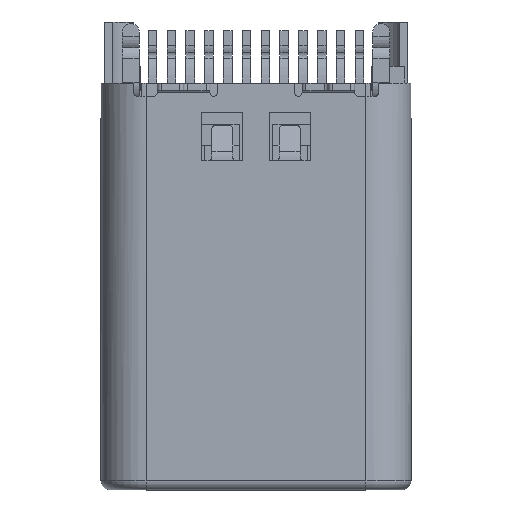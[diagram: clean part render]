
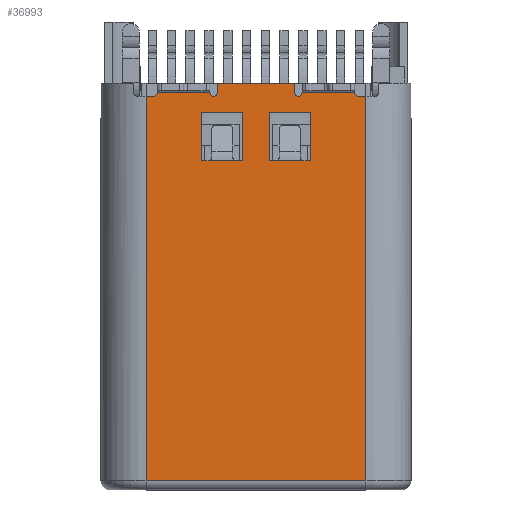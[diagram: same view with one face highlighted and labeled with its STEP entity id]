
A CAD part, top view. The second image highlights one B-rep face of the part: STEP entity #36993.
In plain terms, the highlighted planar face has unit normal (0, 0, 1).
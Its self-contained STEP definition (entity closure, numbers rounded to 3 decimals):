
#210=FACE_BOUND('',#5421,.T.);
#211=FACE_BOUND('',#5422,.T.);
#1833=CIRCLE('',#39695,0.1);
#1834=CIRCLE('',#39696,0.1);
#1835=CIRCLE('',#39697,0.1);
#1836=CIRCLE('',#39698,0.1);
#3523=FACE_OUTER_BOUND('',#5420,.T.);
#5420=EDGE_LOOP('',(#32864,#32865,#32866,#32867,#32868,#32869,#32870,#32871,
#32872,#32873,#32874,#32875,#32876,#32877));
#5421=EDGE_LOOP('',(#32878,#32879,#32880,#32881,#32882,#32883));
#5422=EDGE_LOOP('',(#32884,#32885,#32886,#32887,#32888,#32889));
#8794=LINE('',#58334,#13128);
#9387=LINE('',#59659,#13721);
#9601=LINE('',#60146,#13935);
#9602=LINE('',#60148,#13936);
#9603=LINE('',#60152,#13937);
#9604=LINE('',#60155,#13938);
#9605=LINE('',#60157,#13939);
#9606=LINE('',#60161,#13940);
#9607=LINE('',#60165,#13941);
#9608=LINE('',#60166,#13942);
#9609=LINE('',#60169,#13943);
#9610=LINE('',#60171,#13944);
#9611=LINE('',#60173,#13945);
#9612=LINE('',#60175,#13946);
#9613=LINE('',#60177,#13947);
#9614=LINE('',#60178,#13948);
#9615=LINE('',#60181,#13949);
#9616=LINE('',#60183,#13950);
#9617=LINE('',#60185,#13951);
#9618=LINE('',#60187,#13952);
#9619=LINE('',#60189,#13953);
#9620=LINE('',#60190,#13954);
#13128=VECTOR('',#46996,1000.);
#13721=VECTOR('',#48235,1000.);
#13935=VECTOR('',#48857,1000.);
#13936=VECTOR('',#48858,1000.);
#13937=VECTOR('',#48861,1000.);
#13938=VECTOR('',#48864,1000.);
#13939=VECTOR('',#48865,1000.);
#13940=VECTOR('',#48868,1000.);
#13941=VECTOR('',#48871,1000.);
#13942=VECTOR('',#48872,1000.);
#13943=VECTOR('',#48873,1000.);
#13944=VECTOR('',#48874,1000.);
#13945=VECTOR('',#48875,1000.);
#13946=VECTOR('',#48876,1000.);
#13947=VECTOR('',#48877,1000.);
#13948=VECTOR('',#48878,1000.);
#13949=VECTOR('',#48879,1000.);
#13950=VECTOR('',#48880,1000.);
#13951=VECTOR('',#48881,1000.);
#13952=VECTOR('',#48882,1000.);
#13953=VECTOR('',#48883,1000.);
#13954=VECTOR('',#48884,1000.);
#17073=VERTEX_POINT('',#58331);
#17074=VERTEX_POINT('',#58333);
#17482=VERTEX_POINT('',#59655);
#17483=VERTEX_POINT('',#59657);
#17536=VERTEX_POINT('',#60145);
#17537=VERTEX_POINT('',#60147);
#17538=VERTEX_POINT('',#60149);
#17539=VERTEX_POINT('',#60151);
#17540=VERTEX_POINT('',#60153);
#17541=VERTEX_POINT('',#60156);
#17542=VERTEX_POINT('',#60158);
#17543=VERTEX_POINT('',#60160);
#17544=VERTEX_POINT('',#60162);
#17545=VERTEX_POINT('',#60164);
#17546=VERTEX_POINT('',#60167);
#17547=VERTEX_POINT('',#60168);
#17548=VERTEX_POINT('',#60170);
#17549=VERTEX_POINT('',#60172);
#17550=VERTEX_POINT('',#60174);
#17551=VERTEX_POINT('',#60176);
#17552=VERTEX_POINT('',#60179);
#17553=VERTEX_POINT('',#60180);
#17554=VERTEX_POINT('',#60182);
#17555=VERTEX_POINT('',#60184);
#17556=VERTEX_POINT('',#60186);
#17557=VERTEX_POINT('',#60188);
#21797=EDGE_CURVE('',#17073,#17074,#8794,.T.);
#22504=EDGE_CURVE('',#17482,#17483,#9387,.T.);
#22730=EDGE_CURVE('',#17536,#17483,#9601,.T.);
#22731=EDGE_CURVE('',#17536,#17537,#9602,.T.);
#22732=EDGE_CURVE('',#17538,#17537,#1833,.T.);
#22733=EDGE_CURVE('',#17539,#17538,#9603,.T.);
#22734=EDGE_CURVE('',#17539,#17540,#1834,.T.);
#22735=EDGE_CURVE('',#17540,#17074,#9604,.F.);
#22736=EDGE_CURVE('',#17541,#17073,#9605,.T.);
#22737=EDGE_CURVE('',#17542,#17541,#1835,.T.);
#22738=EDGE_CURVE('',#17543,#17542,#9606,.T.);
#22739=EDGE_CURVE('',#17543,#17544,#1836,.T.);
#22740=EDGE_CURVE('',#17544,#17545,#9607,.T.);
#22741=EDGE_CURVE('',#17545,#17482,#9608,.T.);
#22742=EDGE_CURVE('',#17546,#17547,#9609,.T.);
#22743=EDGE_CURVE('',#17548,#17546,#9610,.T.);
#22744=EDGE_CURVE('',#17549,#17548,#9611,.T.);
#22745=EDGE_CURVE('',#17550,#17549,#9612,.T.);
#22746=EDGE_CURVE('',#17551,#17550,#9613,.T.);
#22747=EDGE_CURVE('',#17547,#17551,#9614,.T.);
#22748=EDGE_CURVE('',#17552,#17553,#9615,.T.);
#22749=EDGE_CURVE('',#17554,#17552,#9616,.T.);
#22750=EDGE_CURVE('',#17555,#17554,#9617,.T.);
#22751=EDGE_CURVE('',#17556,#17555,#9618,.T.);
#22752=EDGE_CURVE('',#17557,#17556,#9619,.T.);
#22753=EDGE_CURVE('',#17553,#17557,#9620,.T.);
#32864=ORIENTED_EDGE('',*,*,#22730,.F.);
#32865=ORIENTED_EDGE('',*,*,#22731,.T.);
#32866=ORIENTED_EDGE('',*,*,#22732,.F.);
#32867=ORIENTED_EDGE('',*,*,#22733,.F.);
#32868=ORIENTED_EDGE('',*,*,#22734,.T.);
#32869=ORIENTED_EDGE('',*,*,#22735,.T.);
#32870=ORIENTED_EDGE('',*,*,#21797,.F.);
#32871=ORIENTED_EDGE('',*,*,#22736,.F.);
#32872=ORIENTED_EDGE('',*,*,#22737,.F.);
#32873=ORIENTED_EDGE('',*,*,#22738,.F.);
#32874=ORIENTED_EDGE('',*,*,#22739,.T.);
#32875=ORIENTED_EDGE('',*,*,#22740,.T.);
#32876=ORIENTED_EDGE('',*,*,#22741,.T.);
#32877=ORIENTED_EDGE('',*,*,#22504,.T.);
#32878=ORIENTED_EDGE('',*,*,#22742,.F.);
#32879=ORIENTED_EDGE('',*,*,#22743,.F.);
#32880=ORIENTED_EDGE('',*,*,#22744,.F.);
#32881=ORIENTED_EDGE('',*,*,#22745,.F.);
#32882=ORIENTED_EDGE('',*,*,#22746,.F.);
#32883=ORIENTED_EDGE('',*,*,#22747,.F.);
#32884=ORIENTED_EDGE('',*,*,#22748,.F.);
#32885=ORIENTED_EDGE('',*,*,#22749,.F.);
#32886=ORIENTED_EDGE('',*,*,#22750,.F.);
#32887=ORIENTED_EDGE('',*,*,#22751,.F.);
#32888=ORIENTED_EDGE('',*,*,#22752,.F.);
#32889=ORIENTED_EDGE('',*,*,#22753,.F.);
#35292=PLANE('',#39694);
#36993=ADVANCED_FACE('',(#3523,#210,#211),#35292,.T.);
#39694=AXIS2_PLACEMENT_3D('',#60144,#48855,#48856);
#39695=AXIS2_PLACEMENT_3D('',#60150,#48859,#48860);
#39696=AXIS2_PLACEMENT_3D('',#60154,#48862,#48863);
#39697=AXIS2_PLACEMENT_3D('',#60159,#48866,#48867);
#39698=AXIS2_PLACEMENT_3D('',#60163,#48869,#48870);
#46996=DIRECTION('',(1.,0.,0.));
#48235=DIRECTION('',(1.,0.,0.));
#48855=DIRECTION('center_axis',(0.,0.,
1.));
#48856=DIRECTION('ref_axis',(1.,0.,0.));
#48857=DIRECTION('',(0.,-1.,0.));
#48858=DIRECTION('',(-1.,0.,0.));
#48859=DIRECTION('center_axis',(0.,0.,
1.));
#48860=DIRECTION('ref_axis',(1.,0.,0.));
#48861=DIRECTION('',(1.,0.,0.));
#48862=DIRECTION('center_axis',(0.,0.,
-1.));
#48863=DIRECTION('ref_axis',(-1.,0.,0.));
#48864=DIRECTION('',(0.,-1.,0.));
#48865=DIRECTION('',(0.,1.,0.));
#48866=DIRECTION('center_axis',(0.,0.,
1.));
#48867=DIRECTION('ref_axis',(1.,0.,0.));
#48868=DIRECTION('',(1.,0.,0.));
#48869=DIRECTION('center_axis',(0.,0.,
-1.));
#48870=DIRECTION('ref_axis',(-1.,0.,0.));
#48871=DIRECTION('',(-1.,0.,0.));
#48872=DIRECTION('',(0.,-1.,0.));
#48873=DIRECTION('',(-1.,0.,0.));
#48874=DIRECTION('',(0.,1.,0.));
#48875=DIRECTION('',(1.,0.,0.));
#48876=DIRECTION('',(1.,0.,0.));
#48877=DIRECTION('',(1.,0.,0.));
#48878=DIRECTION('',(0.,-1.,0.));
#48879=DIRECTION('',(0.,1.,0.));
#48880=DIRECTION('',(1.,0.,0.));
#48881=DIRECTION('',(1.,0.,0.));
#48882=DIRECTION('',(1.,0.,0.));
#48883=DIRECTION('',(0.,-1.,0.));
#48884=DIRECTION('',(-1.,0.,0.));
#58331=CARTESIAN_POINT('',(-1.025,-0.45,1.2));
#58333=CARTESIAN_POINT('',(1.025,-0.45,1.2));
#58334=CARTESIAN_POINT('',(-14.759,-0.45,1.2));
#59655=CARTESIAN_POINT('',(-2.925,-11.02,1.2));
#59657=CARTESIAN_POINT('',(2.925,-11.02,1.2));
#59659=CARTESIAN_POINT('',(2.925,-11.02,1.2));
#60144=CARTESIAN_POINT('Origin',(-2.925,1.18,1.2));
#60145=CARTESIAN_POINT('',(2.925,-0.8,1.2));
#60146=CARTESIAN_POINT('',(2.925,1.18,1.2));
#60147=CARTESIAN_POINT('',(2.725,-0.8,1.2));
#60148=CARTESIAN_POINT('',(-2.925,-0.8,1.2));
#60149=CARTESIAN_POINT('',(2.625,-0.7,1.2));
#60150=CARTESIAN_POINT('Origin',(2.725,-0.7,1.2));
#60151=CARTESIAN_POINT('',(1.225,-0.7,1.2));
#60152=CARTESIAN_POINT('',(1.225,-0.7,1.2));
#60153=CARTESIAN_POINT('',(1.025,-0.7,1.2));
#60154=CARTESIAN_POINT('Origin',(1.125,-0.7,1.2));
#60155=CARTESIAN_POINT('',(1.025,-0.7,1.2));
#60156=CARTESIAN_POINT('',(-1.025,-0.7,1.2));
#60157=CARTESIAN_POINT('',(-1.025,-0.7,1.2));
#60158=CARTESIAN_POINT('',(-1.225,-0.7,1.2));
#60159=CARTESIAN_POINT('Origin',(-1.125,-0.7,1.2));
#60160=CARTESIAN_POINT('',(-2.625,-0.7,1.2));
#60161=CARTESIAN_POINT('',(-2.625,-0.7,1.2));
#60162=CARTESIAN_POINT('',(-2.725,-0.8,1.2));
#60163=CARTESIAN_POINT('Origin',(-2.725,-0.7,1.2));
#60164=CARTESIAN_POINT('',(-2.925,-0.8,1.2));
#60165=CARTESIAN_POINT('',(-2.925,-0.8,1.2));
#60166=CARTESIAN_POINT('',(-2.925,1.18,1.2));
#60167=CARTESIAN_POINT('',(1.45,-1.22,1.2));
#60168=CARTESIAN_POINT('',(0.35,-1.22,1.2));
#60169=CARTESIAN_POINT('',(1.45,-1.22,1.2));
#60170=CARTESIAN_POINT('',(1.45,-2.52,1.2));
#60171=CARTESIAN_POINT('',(1.45,-2.52,1.2));
#60172=CARTESIAN_POINT('',(1.275,-2.52,1.2));
#60173=CARTESIAN_POINT('',(0.35,-2.52,1.2));
#60174=CARTESIAN_POINT('',(0.525,-2.52,1.2));
#60175=CARTESIAN_POINT('',(0.525,-2.52,1.2));
#60176=CARTESIAN_POINT('',(0.35,-2.52,1.2));
#60177=CARTESIAN_POINT('',(0.35,-2.52,1.2));
#60178=CARTESIAN_POINT('',(0.35,-1.22,1.2));
#60179=CARTESIAN_POINT('',(-0.35,-2.52,1.2));
#60180=CARTESIAN_POINT('',(-0.35,-1.22,1.2));
#60181=CARTESIAN_POINT('',(-0.35,-2.52,1.2));
#60182=CARTESIAN_POINT('',(-0.525,-2.52,1.2));
#60183=CARTESIAN_POINT('',(-1.45,-2.52,1.2));
#60184=CARTESIAN_POINT('',(-1.275,-2.52,1.2));
#60185=CARTESIAN_POINT('',(-1.275,-2.52,1.2));
#60186=CARTESIAN_POINT('',(-1.45,-2.52,1.2));
#60187=CARTESIAN_POINT('',(-1.45,-2.52,1.2));
#60188=CARTESIAN_POINT('',(-1.45,-1.22,1.2));
#60189=CARTESIAN_POINT('',(-1.45,-1.22,1.2));
#60190=CARTESIAN_POINT('',(-0.35,-1.22,1.2));
